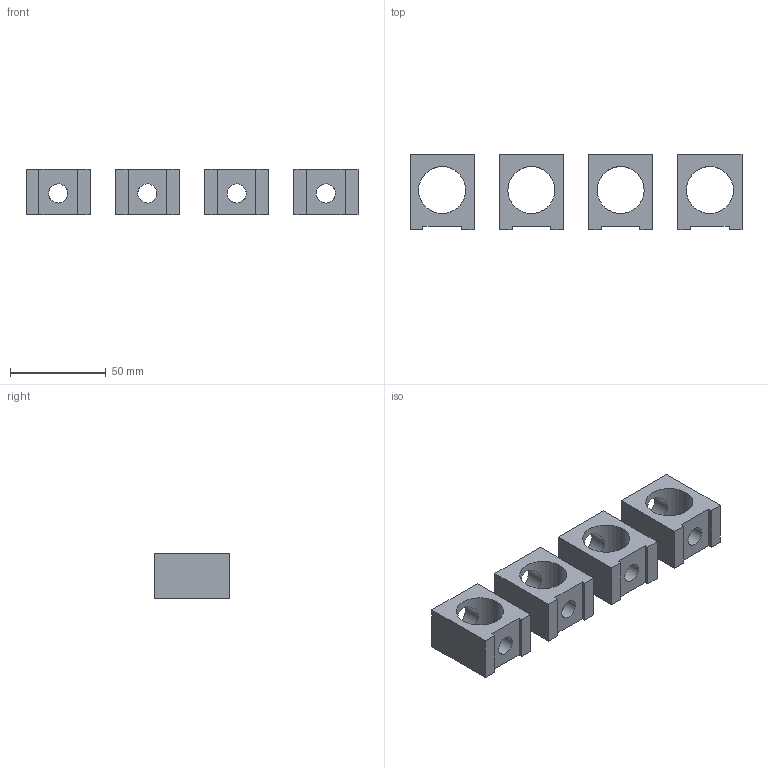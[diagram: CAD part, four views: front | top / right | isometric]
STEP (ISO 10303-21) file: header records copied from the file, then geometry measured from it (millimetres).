
FILE_DESCRIPTION(('CATIA V5 STEP Exchange'),'2;1');
FILE_NAME('1SDH001294R0162_1PA_001_00_A3_4p_FCCuAl_300mmq_sup.stp','2014-12-04T15:44:22+00:00',('none'),('none'),'CATIA Version 5 Release 20 SP 1 (IN-10)','CATIA V5 STEP AP214','none');
FILE_SCHEMA(('AUTOMOTIVE_DESIGN { 1 0 10303 214 1 1 1 1 }'));
Length unit declared in the file: millimetre
Products named in the file (1): 1SDH001294R0162_1PA_001_00_A3_4p_FCCuAl_300mmq_sup
Bounding box: 173 x 39.5 x 23.5 mm (x, y, z)
Volume: 68401.1 mm3; surface area: 28012.5 mm2
Topology: 4 solids, 4 shells, 64 faces, 168 edges, 112 vertices
Faces by surface type: plane 40, cylinder 24
Entity records: 2180 total; most frequent: CARTESIAN_POINT 659, ORIENTED_EDGE 336, DIRECTION 220, EDGE_CURVE 168, VECTOR 120, LINE 120, VERTEX_POINT 112, EDGE_LOOP 88
